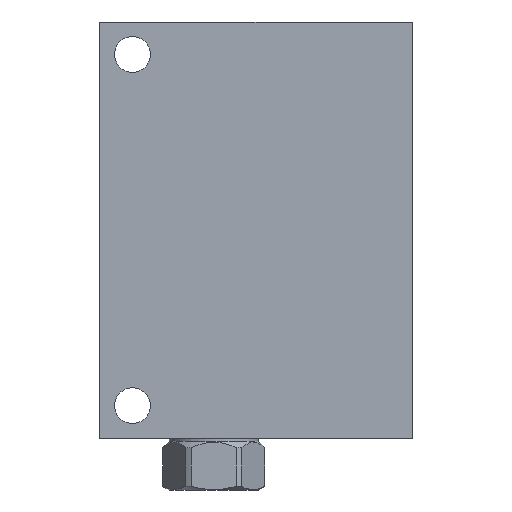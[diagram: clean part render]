
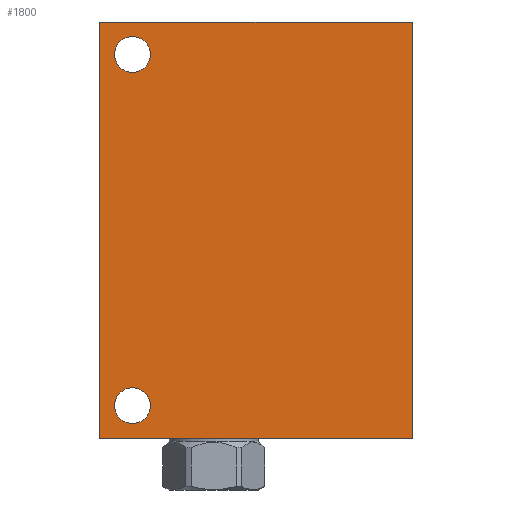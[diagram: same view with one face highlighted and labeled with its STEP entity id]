
A CAD part, front view. The second image highlights one B-rep face of the part: STEP entity #1800.
In plain terms, the highlighted planar face has unit normal (0, -1, 0).
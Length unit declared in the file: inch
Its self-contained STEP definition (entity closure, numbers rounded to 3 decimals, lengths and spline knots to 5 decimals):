
#5=DIRECTION('',(1.,0.,0.));
#6=VECTOR('',#5,3.);
#7=CARTESIAN_POINT('',(0.,-1.625,0.));
#8=LINE('',#7,#6);
#65=DIRECTION('',(0.,0.,1.));
#66=VECTOR('',#65,4.);
#67=CARTESIAN_POINT('',(3.,-1.625,0.));
#68=LINE('',#67,#66);
#79=DIRECTION('',(0.,0.,1.));
#80=VECTOR('',#79,4.);
#81=CARTESIAN_POINT('',(0.,-1.625,0.));
#82=LINE('',#81,#80);
#83=CARTESIAN_POINT('',(0.312,-1.625,0.312));
#84=DIRECTION('',(0.,1.,0.));
#85=DIRECTION('',(0.,0.,-1.));
#86=AXIS2_PLACEMENT_3D('',#83,#84,#85);
#88=CARTESIAN_POINT('',(0.312,-1.625,0.312));
#89=DIRECTION('',(0.,1.,0.));
#90=DIRECTION('',(0.,0.,1.));
#91=AXIS2_PLACEMENT_3D('',#88,#89,#90);
#93=CARTESIAN_POINT('',(0.312,-1.625,3.688));
#94=DIRECTION('',(0.,1.,0.));
#95=DIRECTION('',(0.,0.,-1.));
#96=AXIS2_PLACEMENT_3D('',#93,#94,#95);
#98=CARTESIAN_POINT('',(0.312,-1.625,3.688));
#99=DIRECTION('',(0.,1.,0.));
#100=DIRECTION('',(0.,0.,1.));
#101=AXIS2_PLACEMENT_3D('',#98,#99,#100);
#115=DIRECTION('',(1.,0.,0.));
#116=VECTOR('',#115,3.);
#117=CARTESIAN_POINT('',(0.,-1.625,4.));
#118=LINE('',#117,#116);
#1482=CARTESIAN_POINT('',(0.,-1.625,0.));
#1484=VERTEX_POINT('',#1482);
#1485=CARTESIAN_POINT('',(3.,-1.625,0.));
#1486=VERTEX_POINT('',#1485);
#1490=CARTESIAN_POINT('',(0.,-1.625,4.));
#1492=VERTEX_POINT('',#1490);
#1493=CARTESIAN_POINT('',(3.,-1.625,4.));
#1494=VERTEX_POINT('',#1493);
#1559=CARTESIAN_POINT('',(0.312,-1.625,0.14));
#1560=CARTESIAN_POINT('',(0.312,-1.625,0.484));
#1561=VERTEX_POINT('',#1559);
#1562=VERTEX_POINT('',#1560);
#1567=CARTESIAN_POINT('',(0.312,-1.625,3.516));
#1568=CARTESIAN_POINT('',(0.312,-1.625,3.86));
#1569=VERTEX_POINT('',#1567);
#1570=VERTEX_POINT('',#1568);
#1776=CARTESIAN_POINT('',(0.,-1.625,0.));
#1777=DIRECTION('',(0.,-1.,0.));
#1778=DIRECTION('',(1.,0.,0.));
#1779=AXIS2_PLACEMENT_3D('',#1776,#1777,#1778);
#1780=PLANE('',#1779);
#1781=ORIENTED_EDGE('',*,*,#1694,.F.);
#1782=ORIENTED_EDGE('',*,*,#1719,.T.);
#1784=ORIENTED_EDGE('',*,*,#1783,.T.);
#1785=ORIENTED_EDGE('',*,*,#1762,.F.);
#1786=EDGE_LOOP('',(#1781,#1782,#1784,#1785));
#1787=FACE_OUTER_BOUND('',#1786,.F.);
#1789=ORIENTED_EDGE('',*,*,#1788,.F.);
#1791=ORIENTED_EDGE('',*,*,#1790,.F.);
#1792=EDGE_LOOP('',(#1789,#1791));
#1793=FACE_BOUND('',#1792,.F.);
#1795=ORIENTED_EDGE('',*,*,#1794,.F.);
#1797=ORIENTED_EDGE('',*,*,#1796,.F.);
#1798=EDGE_LOOP('',(#1795,#1797));
#1799=FACE_BOUND('',#1798,.F.);
#1800=ADVANCED_FACE('',(#1787,#1793,#1799),#1780,.T.);
#87=CIRCLE('',#86,0.172);
#92=CIRCLE('',#91,0.172);
#97=CIRCLE('',#96,0.172);
#102=CIRCLE('',#101,0.172);
#1694=EDGE_CURVE('',#1484,#1486,#8,.T.);
#1719=EDGE_CURVE('',#1484,#1492,#82,.T.);
#1762=EDGE_CURVE('',#1486,#1494,#68,.T.);
#1783=EDGE_CURVE('',#1492,#1494,#118,.T.);
#1788=EDGE_CURVE('',#1561,#1562,#87,.T.);
#1790=EDGE_CURVE('',#1562,#1561,#92,.T.);
#1794=EDGE_CURVE('',#1569,#1570,#97,.T.);
#1796=EDGE_CURVE('',#1570,#1569,#102,.T.);
